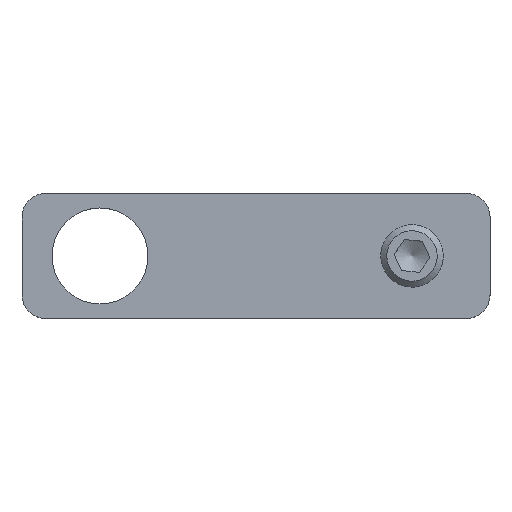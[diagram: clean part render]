
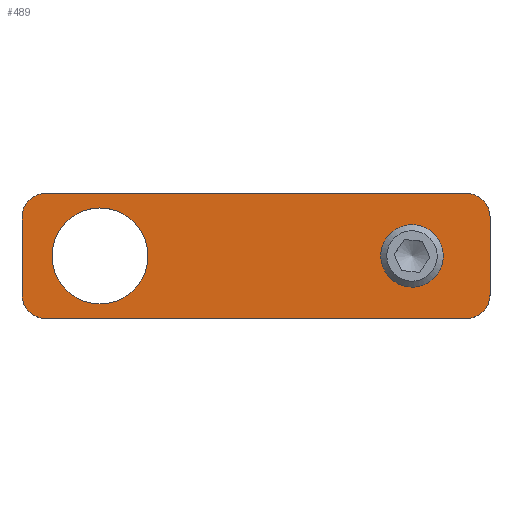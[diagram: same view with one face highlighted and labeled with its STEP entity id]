
A CAD part, top view. The second image highlights one B-rep face of the part: STEP entity #489.
In plain terms, the highlighted planar face has unit normal (0, 0, 1).
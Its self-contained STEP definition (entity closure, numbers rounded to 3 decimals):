
#33=FACE_BOUND('',#99,.T.);
#34=FACE_BOUND('',#100,.T.);
#41=PLANE('',#606);
#66=FACE_OUTER_BOUND('',#98,.T.);
#98=EDGE_LOOP('',(#387,#388,#389,#390,#391,#392,#393,#394));
#99=EDGE_LOOP('',(#395));
#100=EDGE_LOOP('',(#396));
#124=LINE('',#821,#165);
#130=LINE('',#845,#171);
#133=LINE('',#853,#174);
#137=LINE('',#867,#178);
#165=VECTOR('',#658,10.);
#171=VECTOR('',#682,10.);
#174=VECTOR('',#691,10.);
#178=VECTOR('',#709,10.);
#202=CIRCLE('',#584,3.);
#209=CIRCLE('',#594,3.);
#210=CIRCLE('',#597,3.);
#211=CIRCLE('',#600,3.);
#212=CIRCLE('',#602,3.324);
#213=CIRCLE('',#604,6.15);
#228=VERTEX_POINT('',#808);
#229=VERTEX_POINT('',#809);
#233=VERTEX_POINT('',#819);
#241=VERTEX_POINT('',#839);
#242=VERTEX_POINT('',#843);
#243=VERTEX_POINT('',#847);
#244=VERTEX_POINT('',#851);
#245=VERTEX_POINT('',#855);
#246=VERTEX_POINT('',#859);
#247=VERTEX_POINT('',#863);
#270=EDGE_CURVE('',#228,#229,#202,.T.);
#276=EDGE_CURVE('',#233,#228,#124,.T.);
#285=EDGE_CURVE('',#241,#233,#209,.T.);
#288=EDGE_CURVE('',#242,#241,#130,.T.);
#289=EDGE_CURVE('',#243,#242,#210,.T.);
#292=EDGE_CURVE('',#244,#243,#133,.T.);
#293=EDGE_CURVE('',#245,#244,#211,.T.);
#296=EDGE_CURVE('',#246,#246,#212,.T.);
#298=EDGE_CURVE('',#247,#247,#213,.T.);
#299=EDGE_CURVE('',#229,#245,#137,.T.);
#387=ORIENTED_EDGE('',*,*,#270,.F.);
#388=ORIENTED_EDGE('',*,*,#276,.F.);
#389=ORIENTED_EDGE('',*,*,#285,.F.);
#390=ORIENTED_EDGE('',*,*,#288,.F.);
#391=ORIENTED_EDGE('',*,*,#289,.F.);
#392=ORIENTED_EDGE('',*,*,#292,.F.);
#393=ORIENTED_EDGE('',*,*,#293,.F.);
#394=ORIENTED_EDGE('',*,*,#299,.F.);
#395=ORIENTED_EDGE('',*,*,#296,.T.);
#396=ORIENTED_EDGE('',*,*,#298,.T.);
#489=ADVANCED_FACE('',(#66,#33,#34),#41,.T.);
#584=AXIS2_PLACEMENT_3D('',#810,#648,#649);
#594=AXIS2_PLACEMENT_3D('',#840,#676,#677);
#597=AXIS2_PLACEMENT_3D('',#848,#685,#686);
#600=AXIS2_PLACEMENT_3D('',#856,#694,#695);
#602=AXIS2_PLACEMENT_3D('',#861,#700,#701);
#604=AXIS2_PLACEMENT_3D('',#865,#705,#706);
#606=AXIS2_PLACEMENT_3D('',#868,#710,#711);
#648=DIRECTION('center_axis',(0.,0.,-1.));
#649=DIRECTION('ref_axis',(0.707,0.707,0.));
#658=DIRECTION('',(1.,0.,0.));
#676=DIRECTION('center_axis',(0.,0.,-1.));
#677=DIRECTION('ref_axis',(-0.707,0.707,0.));
#682=DIRECTION('',(0.,1.,0.));
#685=DIRECTION('center_axis',(0.,0.,-1.));
#686=DIRECTION('ref_axis',(-0.707,-0.707,0.));
#691=DIRECTION('',(-1.,0.,0.));
#694=DIRECTION('center_axis',(0.,0.,-1.));
#695=DIRECTION('ref_axis',(0.707,-0.707,0.));
#700=DIRECTION('center_axis',(0.,0.,-1.));
#701=DIRECTION('ref_axis',(1.,0.,0.));
#705=DIRECTION('center_axis',(0.,0.,-1.));
#706=DIRECTION('ref_axis',(1.,0.,0.));
#709=DIRECTION('',(0.,-1.,0.));
#710=DIRECTION('center_axis',(0.,0.,1.));
#711=DIRECTION('ref_axis',(1.,0.,0.));
#808=CARTESIAN_POINT('',(57.,16.,5.));
#809=CARTESIAN_POINT('',(60.,13.,5.));
#810=CARTESIAN_POINT('Origin',(57.,13.,5.));
#819=CARTESIAN_POINT('',(3.,16.,5.));
#821=CARTESIAN_POINT('',(60.,16.,5.));
#839=CARTESIAN_POINT('',(0.,13.,5.));
#840=CARTESIAN_POINT('Origin',(3.,13.,5.));
#843=CARTESIAN_POINT('',(0.,3.,5.));
#845=CARTESIAN_POINT('',(0.,16.,5.));
#847=CARTESIAN_POINT('',(3.,0.,5.));
#848=CARTESIAN_POINT('Origin',(3.,3.,5.));
#851=CARTESIAN_POINT('',(57.,0.,5.));
#853=CARTESIAN_POINT('',(0.,0.,5.));
#855=CARTESIAN_POINT('',(60.,3.,5.));
#856=CARTESIAN_POINT('Origin',(57.,3.,5.));
#859=CARTESIAN_POINT('',(46.677,8.,5.));
#861=CARTESIAN_POINT('Origin',(50.,8.,5.));
#863=CARTESIAN_POINT('',(3.85,8.,5.));
#865=CARTESIAN_POINT('Origin',(10.,8.,5.));
#867=CARTESIAN_POINT('',(60.,0.,5.));
#868=CARTESIAN_POINT('Origin',(30.,8.,5.));
